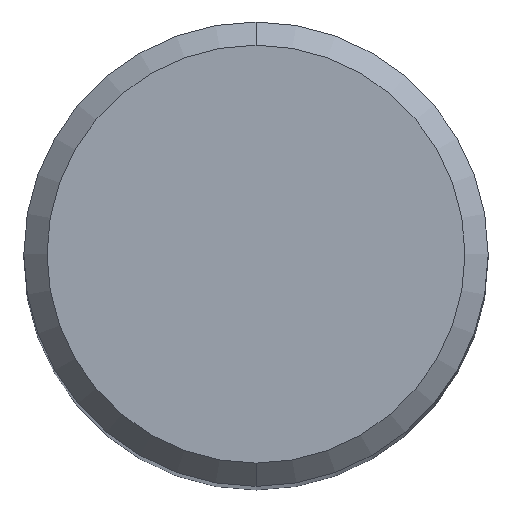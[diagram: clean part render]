
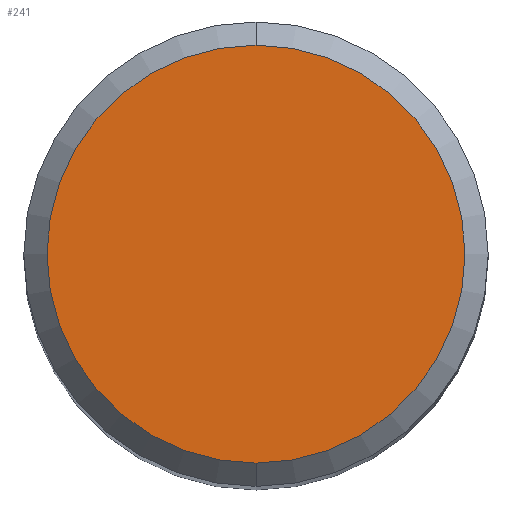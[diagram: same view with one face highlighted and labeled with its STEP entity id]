
A CAD part, top view. The second image highlights one B-rep face of the part: STEP entity #241.
In plain terms, the highlighted planar face has unit normal (0, 0, 1).
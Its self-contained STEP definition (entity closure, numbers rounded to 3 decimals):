
#239=VERTEX_POINT('',#553);
#241=ADVANCED_FACE('',(#555),#556,.T.);
#387=EDGE_CURVE('',#239,#409,#715,.T.);
#405=EDGE_CURVE('',#409,#239,#736,.T.);
#409=VERTEX_POINT('',#740);
#553=CARTESIAN_POINT('',(0.,-3.6,0.0));
#555=FACE_OUTER_BOUND('',#961,.T.);
#556=PLANE('',#962);
#715=CIRCLE('',#1328,3.6);
#736=CIRCLE('',#1357,3.6);
#740=CARTESIAN_POINT('',(0.0,3.6,0.0));
#961=EDGE_LOOP('',(#1535,#1536));
#962=AXIS2_PLACEMENT_3D('',#1537,#1538,#1539);
#1328=AXIS2_PLACEMENT_3D('',#1713,#1714,#1715);
#1357=AXIS2_PLACEMENT_3D('',#1752,#1753,#1754);
#1535=ORIENTED_EDGE('',*,*,#405,.F.);
#1536=ORIENTED_EDGE('',*,*,#387,.F.);
#1537=CARTESIAN_POINT('',(0.0,1.8,0.0));
#1538=DIRECTION('',(-0.0,0.0,1.0));
#1539=DIRECTION('',(0.0,-1.0,0.0));
#1713=CARTESIAN_POINT('',(0.0,0.0,0.0));
#1714=DIRECTION('',(0.0,0.0,-1.0));
#1715=DIRECTION('',(0.0,1.0,0.0));
#1752=CARTESIAN_POINT('',(0.0,0.0,0.0));
#1753=DIRECTION('',(0.0,0.0,-1.0));
#1754=DIRECTION('',(0.0,1.0,0.0));
